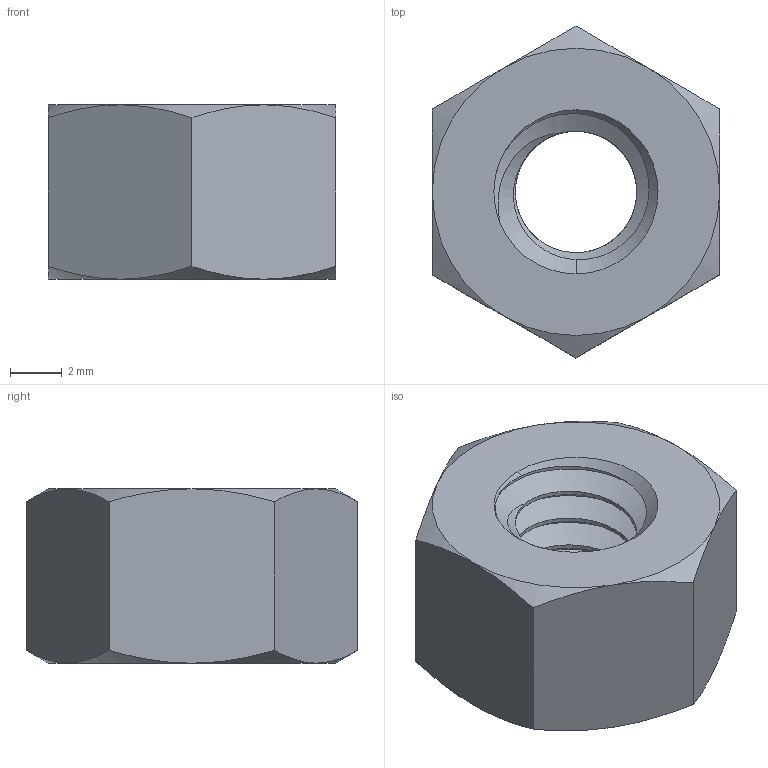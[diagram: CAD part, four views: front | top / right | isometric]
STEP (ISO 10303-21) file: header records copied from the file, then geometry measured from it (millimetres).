
FILE_DESCRIPTION (( 'STEP AP203' ), '1' );
FILE_NAME ('95036A012.step', '2015-01-09T15:06:27', ( '' ), ( '' ), 'SwSTEP 2.0', 'SolidWorks 2010', '' );
FILE_SCHEMA (( 'CONFIG_CONTROL_DESIGN' ));
Length unit declared in the file: inch
Products named in the file (1): 95036A012
Bounding box: 11.11 x 12.83 x 6.75 mm (x, y, z)
Volume: 550.6 mm3; surface area: 603 mm2
Topology: 1 solids, 1 shells, 41 faces, 101 edges, 62 vertices
Faces by surface type: cone 18, cylinder 12, plane 8, bspline 3
Entity records: 2329 total; most frequent: CARTESIAN_POINT 1421, ORIENTED_EDGE 202, DIRECTION 139, EDGE_CURVE 101, VERTEX_POINT 62, AXIS2_PLACEMENT_3D 59, EDGE_LOOP 43, ADVANCED_FACE 41
